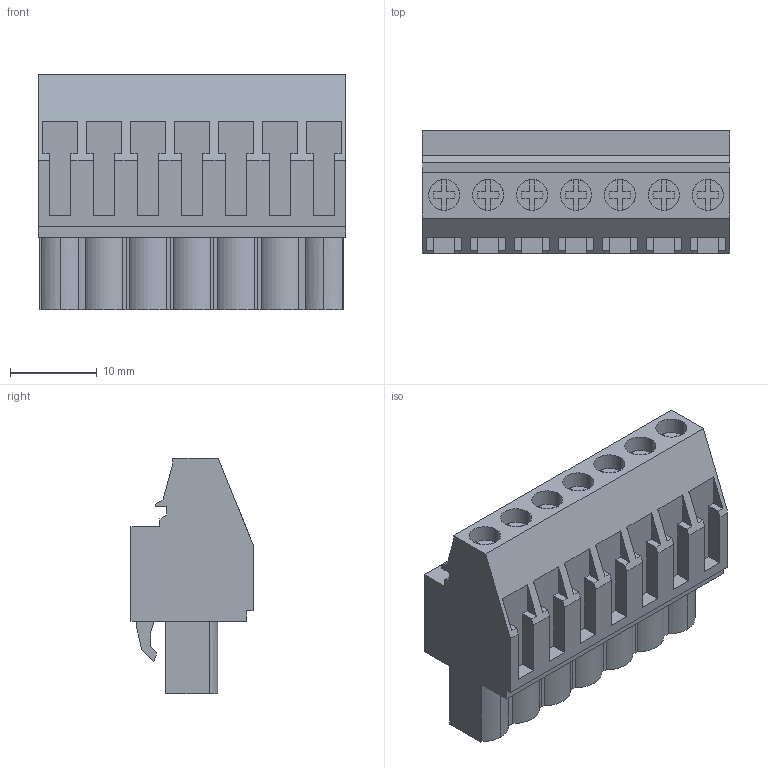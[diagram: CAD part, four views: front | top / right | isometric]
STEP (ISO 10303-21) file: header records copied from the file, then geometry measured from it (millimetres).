
FILE_DESCRIPTION(('CATIA V5 STEP','CAx-IF Rec.Pracs.--- Model Styling and Organization---1.2---2011-12-15'),'2;1');
FILE_NAME ('D1467893_0_1948050000_1948050000.stp','2017-09-08T12:16:06+00:00',('none'),('Weidmueller'),'CATIA Version 5-6 Release 2014','CATIA V5 STEP AP214','none');
FILE_SCHEMA(('AUTOMOTIVE_DESIGN { 1 0 10303 214 1 1 1 1 }'));
Length unit declared in the file: millimetre
Products named in the file (1): 1948050000
Bounding box: 35.56 x 14.1 x 27.2 mm (x, y, z)
Volume: 8100.8 mm3; surface area: 4983.9 mm2
Topology: 8 solids, 8 shells, 477 faces, 1316 edges, 886 vertices
Faces by surface type: plane 412, cylinder 61, extrusion 4
Entity records: 14503 total; most frequent: CARTESIAN_POINT 2804, ORIENTED_EDGE 2632, DIRECTION 1998, EDGE_CURVE 1316, VECTOR 1162, LINE 1158, VERTEX_POINT 886, EDGE_LOOP 508
